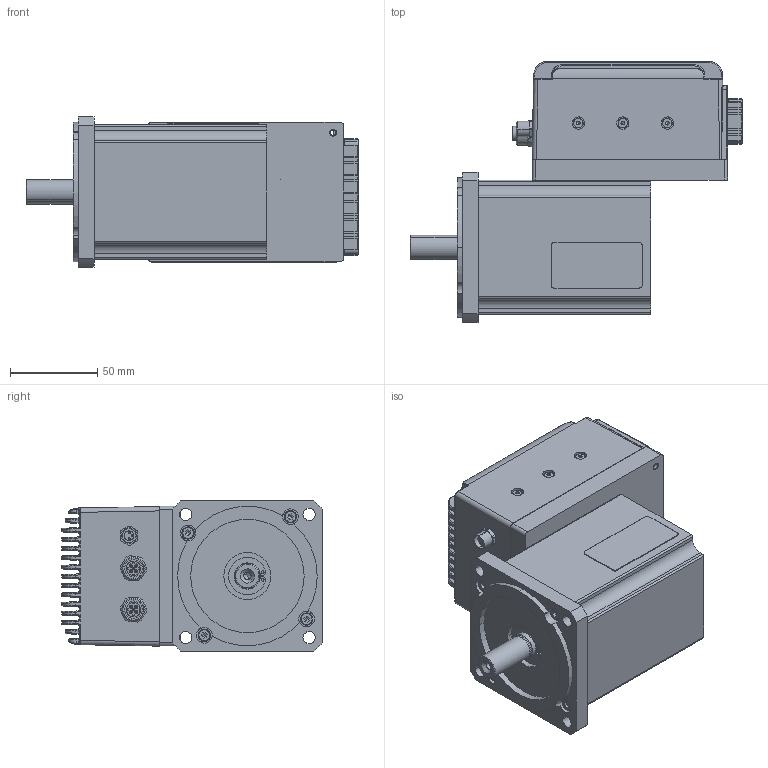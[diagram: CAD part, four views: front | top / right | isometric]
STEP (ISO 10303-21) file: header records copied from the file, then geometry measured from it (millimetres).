
FILE_DESCRIPTION(('STEP AP214'),'1');
FILE_NAME('tmp0.STP','2015-04-01T07:01:54',(' '),(' '),'Spatial InterOp 3D',' ',' ');
FILE_SCHEMA(('automotive_design'));
Length unit declared in the file: millimetre
Products named in the file (43): Motor_EGK65-30NR-+-2316919_ |NAUO1#Permanentmagnetl_ufer_EGK65_NR-+-2301512_ _PDB_2301482|NAUO22#WELLE_EGK65_NR-+-2301504_ _PDB_2301474;NONE; Motor_EGK65-30NR-+-2316919_ |NAUO18#Geh_use_m_St_nder_EGK65_NR-+-2301121_ _EGK65-30,f.Geh_usestecker C16-3|NAUO21#Geh_use_EGK65-+-2301156_ _PDB_2317125;NONE; Motor_EGK65-30NR-+-2316919_ |NAUO2#N_912_M 4 x 16;NONE; Motor_EGK65-30NR-+-2316919_ |NAUO4#N_912_M 4 x 16;NONE; Motor_EGK65-30NR-+-2316919_ |NAUO5#N_912_M 4 x 16;NONE; Motor_EGK65-30NR-+-2316919_ |NAUO6#N_912_M 3 x 6;NONE; Motor_EGK65-30NR-+-2316919_ |NAUO7#Lagerschild_EGK65_AS-+-2308274_ _Standard;NONE; Motor_EGK65-30NR-+-2316919_ |NAUO8#Schild-+-1685562-2901_ _PDB_1685562;NONE; Motor_EGK65-30NR-+-2316919_ |NAUO9#N_912_M 4 x 16;NONE; Motor_EGK65-30NR-+-2316919_ |NAUO10#N_433_3,2;NONE; Motor_EGK65-30NR-+-2316919_ |NAUO11#N_433_3,2;NONE; Motor_EGK65-30NR-+-2316919_ |NAUO12#N_128_PDB_1000799;NONE; Motor_EGK65-30NR-+-2316919_ |NAUO13#N_625t1_6202 - 2Z - C3 - BQH72-102;NONE; Motor_EGK65-30NR-+-2316919_ |NAUO14#Deckel_EGK65-+-2308290_ _Standard;NONE; Motor_EGK65-30NR-+-2316919_ |NAUO15#N_471_PDB_1001302;NONE; Motor_EGK65-30NR-+-2316919_ |NAUO16#N_912_M 3 x 6;NONE; Motor_EGK65-30NR-+-2316919_ |NAUO17#N_128_PDB_1000799;NONE; Motor_EGK65-30NR-+-2316919_ |NAUO19#N_128_PDB_1000799;NONE; Motor_EGK65-30NR-+-2316919_ |NAUO20#N_128_PDB_1000799;NONE; FJ00027; 1; ACIS Solid_8752; ACIS Solid_6835; ACIS Solid_6831; ACIS Solid_7482; ACIS Solid_7946; ACIS Solid_6664; ACIS Solid_6832; ACIS Solid_6833; ACIS Solid_8694; 3; 2; ACIS Solid_8004; ACIS Solid_8230; ACIS Solid_6828
Bounding box: 190.3 x 149.5 x 86 mm (x, y, z)
Volume: 597134.8 mm3; surface area: 260683.4 mm2
Topology: 35 solids, 42 shells, 2885 faces, 7752 edges, 5548 vertices
Faces by surface type: plane 1336, cylinder 944, bspline 245, cone 230, torus 124, sphere 6
Entity records: 165437 total; most frequent: CARTESIAN_POINT 64154, DIRECTION 15201, ORIENTED_EDGE 14328, EDGE_CURVE 7178, AXIS2_PLACEMENT_3D 5325, VERTEX_POINT 4588, LINE 4551, VECTOR 4551
